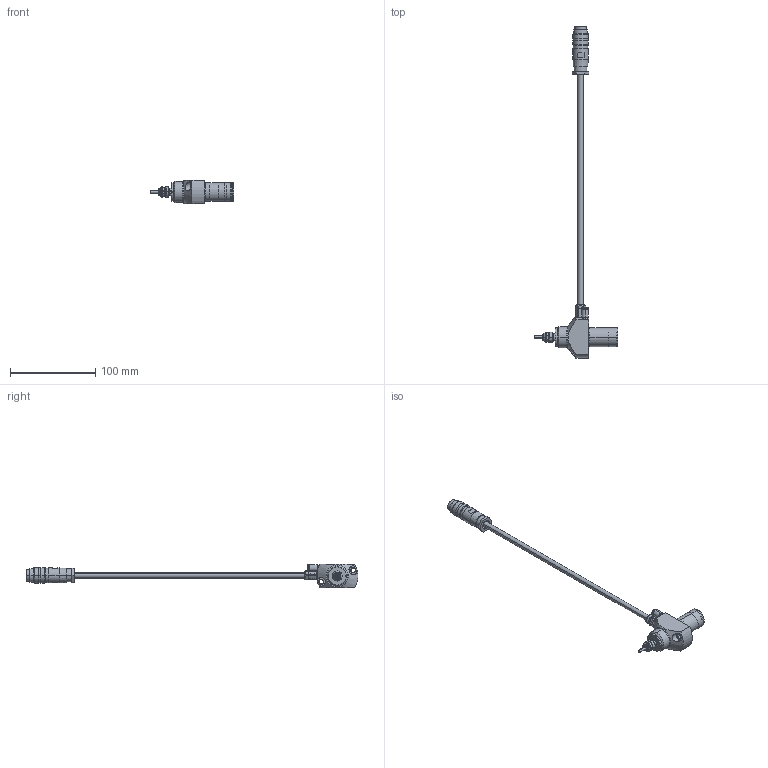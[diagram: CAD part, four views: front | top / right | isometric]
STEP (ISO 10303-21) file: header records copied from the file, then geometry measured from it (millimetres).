
FILE_DESCRIPTION (( 'STEP AP203' ), '1' );
FILE_NAME ('EA1032A0001_モータスピンドル-1.STEP', '2022-10-07T09:39:22', ( '' ), ( '' ), 'SwSTEP 2.0', 'SolidWorks 2021', '' );
FILE_SCHEMA (( 'CONFIG_CONTROL_DESIGN' ));
Length unit declared in the file: millimetre
Products named in the file (1): EA1032A0001_モータスピンドル-1
Bounding box: 97.77 x 390.27 x 27.5 mm (x, y, z)
Volume: 51844.8 mm3; surface area: 34907.4 mm2
Topology: 18 solids, 18 shells, 991 faces, 2348 edges, 1466 vertices
Faces by surface type: cylinder 367, plane 266, cone 264, torus 62, bspline 28, sphere 4
Entity records: 31530 total; most frequent: CARTESIAN_POINT 8282, DIRECTION 5150, ORIENTED_EDGE 4676, EDGE_CURVE 2338, AXIS2_PLACEMENT_3D 2162, VERTEX_POINT 1466, CIRCLE 1198, EDGE_LOOP 1112
